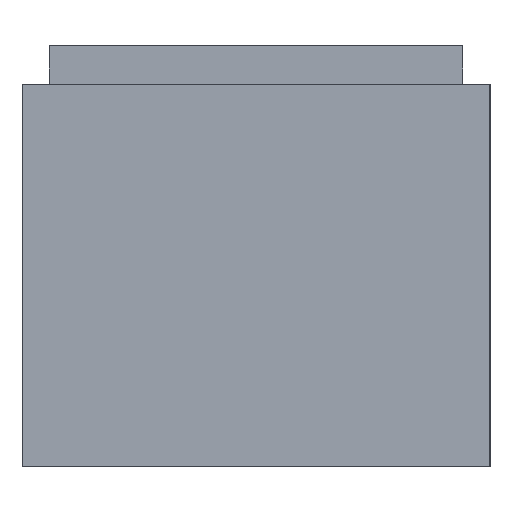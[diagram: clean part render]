
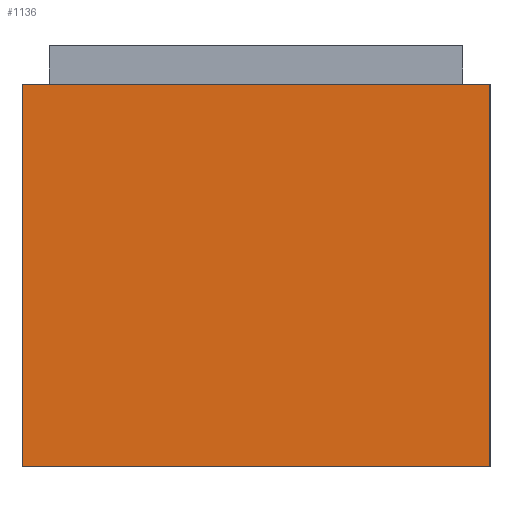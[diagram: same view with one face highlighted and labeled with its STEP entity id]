
A CAD part, left-side view. The second image highlights one B-rep face of the part: STEP entity #1136.
In plain terms, the highlighted planar face has unit normal (-1, 0, 0).
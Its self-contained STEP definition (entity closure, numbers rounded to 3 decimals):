
#3 = PLANE ( 'NONE',  #707 ) ;
#109 = CARTESIAN_POINT ( 'NONE',  ( -60., 60., 108. ) ) ;
#131 = DIRECTION ( 'NONE',  ( 0., 0., -1. ) ) ;
#150 = EDGE_CURVE ( 'NONE', #431, #626, #208, .T. ) ;
#184 = CARTESIAN_POINT ( 'NONE',  ( -60., 60., 98. ) ) ;
#208 = LINE ( 'NONE', #1282, #267 ) ;
#223 = CARTESIAN_POINT ( 'NONE',  ( -60., -60., 98. ) ) ;
#267 = VECTOR ( 'NONE', #929, 1000. ) ;
#388 = VECTOR ( 'NONE', #640, 1000. ) ;
#411 = LINE ( 'NONE', #1119, #1238 ) ;
#412 = CARTESIAN_POINT ( 'NONE',  ( -60., 60., 98. ) ) ;
#431 = VERTEX_POINT ( 'NONE', #412 ) ;
#496 = CARTESIAN_POINT ( 'NONE',  ( -60., -60., 108. ) ) ;
#514 = VECTOR ( 'NONE', #131, 1000. ) ;
#519 = ORIENTED_EDGE ( 'NONE', *, *, #792, .F. ) ;
#560 = CARTESIAN_POINT ( 'NONE',  ( -60., 60., 0. ) ) ;
#626 = VERTEX_POINT ( 'NONE', #560 ) ;
#640 = DIRECTION ( 'NONE',  ( 0., -1., 0. ) ) ;
#707 = AXIS2_PLACEMENT_3D ( 'NONE', #109, #902, #1139 ) ;
#768 = LINE ( 'NONE', #184, #388 ) ;
#772 = CARTESIAN_POINT ( 'NONE',  ( -60., -60., 0. ) ) ;
#778 = ORIENTED_EDGE ( 'NONE', *, *, #1328, .F. ) ;
#785 = DIRECTION ( 'NONE',  ( 0., -1., 0. ) ) ;
#792 = EDGE_CURVE ( 'NONE', #1096, #1107, #848, .T. ) ;
#848 = LINE ( 'NONE', #496, #514 ) ;
#861 = ORIENTED_EDGE ( 'NONE', *, *, #1274, .T. ) ;
#902 = DIRECTION ( 'NONE',  ( 1., 0., 0. ) ) ;
#918 = ORIENTED_EDGE ( 'NONE', *, *, #150, .T. ) ;
#929 = DIRECTION ( 'NONE',  ( 0., 0., -1. ) ) ;
#1096 = VERTEX_POINT ( 'NONE', #223 ) ;
#1107 = VERTEX_POINT ( 'NONE', #772 ) ;
#1119 = CARTESIAN_POINT ( 'NONE',  ( -60., 60., 0. ) ) ;
#1136 = ADVANCED_FACE ( 'NONE', ( #1212 ), #3, .F. ) ;
#1139 = DIRECTION ( 'NONE',  ( 0., 1., 0. ) ) ;
#1212 = FACE_OUTER_BOUND ( 'NONE', #1313, .T. ) ;
#1238 = VECTOR ( 'NONE', #785, 1000. ) ;
#1274 = EDGE_CURVE ( 'NONE', #626, #1107, #411, .T. ) ;
#1282 = CARTESIAN_POINT ( 'NONE',  ( -60., 60., 108. ) ) ;
#1313 = EDGE_LOOP ( 'NONE', ( #778, #918, #861, #519 ) ) ;
#1328 = EDGE_CURVE ( 'NONE', #431, #1096, #768, .T. ) ;
